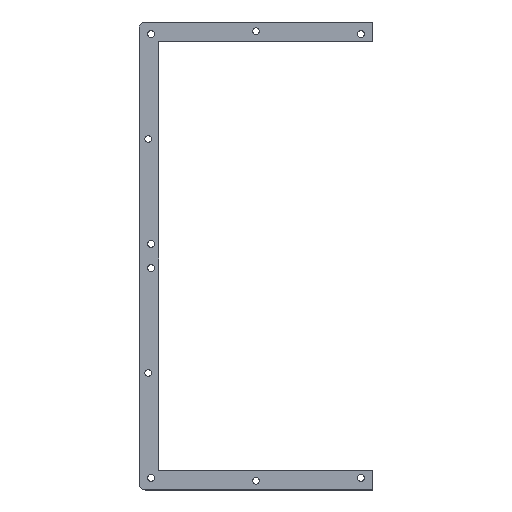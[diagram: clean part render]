
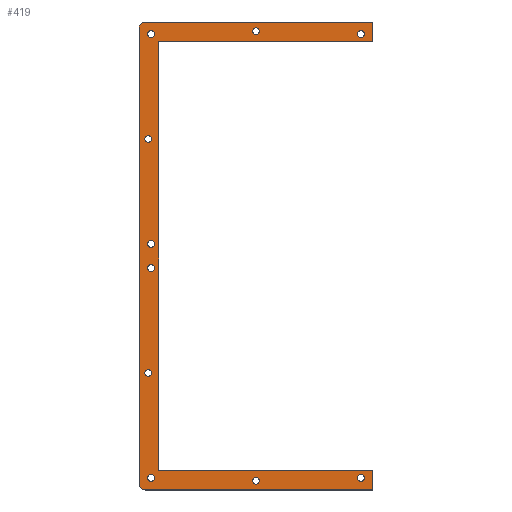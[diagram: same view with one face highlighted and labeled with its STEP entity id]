
A CAD part, top view. The second image highlights one B-rep face of the part: STEP entity #419.
In plain terms, the highlighted planar face has unit normal (0, 0, 1).
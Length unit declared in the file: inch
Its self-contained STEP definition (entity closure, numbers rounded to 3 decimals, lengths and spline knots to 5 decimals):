
#16=PLANE('',#465);
#27=LINE('',#659,#53);
#30=LINE('',#665,#56);
#31=LINE('',#667,#57);
#32=LINE('',#669,#58);
#33=LINE('',#671,#59);
#34=LINE('',#673,#60);
#35=LINE('',#675,#61);
#36=LINE('',#677,#62);
#53=VECTOR('',#549,18.75);
#56=VECTOR('',#554,9.375);
#57=VECTOR('',#555,0.813);
#58=VECTOR('',#556,8.812);
#59=VECTOR('',#557,17.624);
#60=VECTOR('',#558,8.812);
#61=VECTOR('',#559,0.813);
#62=VECTOR('',#560,9.375);
#87=FACE_BOUND('',#152,.T.);
#88=FACE_BOUND('',#153,.T.);
#89=FACE_BOUND('',#154,.T.);
#90=FACE_BOUND('',#155,.T.);
#91=FACE_BOUND('',#156,.T.);
#92=FACE_BOUND('',#157,.T.);
#93=FACE_BOUND('',#158,.T.);
#94=FACE_BOUND('',#159,.T.);
#95=FACE_BOUND('',#160,.T.);
#96=FACE_BOUND('',#161,.T.);
#119=FACE_OUTER_BOUND('',#151,.T.);
#151=EDGE_LOOP('',(#323,#324,#325,#326,#327,#328,#329,#330,#331,#332));
#152=EDGE_LOOP('',(#333));
#153=EDGE_LOOP('',(#334));
#154=EDGE_LOOP('',(#335));
#155=EDGE_LOOP('',(#336));
#156=EDGE_LOOP('',(#337));
#157=EDGE_LOOP('',(#338));
#158=EDGE_LOOP('',(#339));
#159=EDGE_LOOP('',(#340));
#160=EDGE_LOOP('',(#341));
#161=EDGE_LOOP('',(#342));
#182=CIRCLE('',#433,0.14);
#184=CIRCLE('',#436,0.14);
#186=CIRCLE('',#439,0.14);
#188=CIRCLE('',#442,0.14);
#190=CIRCLE('',#445,0.14);
#192=CIRCLE('',#448,0.14);
#194=CIRCLE('',#451,0.14);
#196=CIRCLE('',#454,0.14);
#198=CIRCLE('',#457,0.14);
#200=CIRCLE('',#460,0.14);
#201=CIRCLE('',#462,0.25);
#203=CIRCLE('',#466,0.25);
#206=VERTEX_POINT('',#601);
#208=VERTEX_POINT('',#606);
#210=VERTEX_POINT('',#611);
#212=VERTEX_POINT('',#616);
#214=VERTEX_POINT('',#621);
#216=VERTEX_POINT('',#626);
#218=VERTEX_POINT('',#631);
#220=VERTEX_POINT('',#636);
#222=VERTEX_POINT('',#641);
#224=VERTEX_POINT('',#646);
#225=VERTEX_POINT('',#649);
#226=VERTEX_POINT('',#650);
#229=VERTEX_POINT('',#658);
#231=VERTEX_POINT('',#664);
#232=VERTEX_POINT('',#666);
#233=VERTEX_POINT('',#668);
#234=VERTEX_POINT('',#670);
#235=VERTEX_POINT('',#672);
#236=VERTEX_POINT('',#674);
#237=VERTEX_POINT('',#676);
#246=EDGE_CURVE('',#206,#206,#182,.T.);
#248=EDGE_CURVE('',#208,#208,#184,.T.);
#250=EDGE_CURVE('',#210,#210,#186,.T.);
#252=EDGE_CURVE('',#212,#212,#188,.T.);
#254=EDGE_CURVE('',#214,#214,#190,.T.);
#256=EDGE_CURVE('',#216,#216,#192,.T.);
#258=EDGE_CURVE('',#218,#218,#194,.T.);
#260=EDGE_CURVE('',#220,#220,#196,.T.);
#262=EDGE_CURVE('',#222,#222,#198,.T.);
#264=EDGE_CURVE('',#224,#224,#200,.T.);
#265=EDGE_CURVE('',#225,#226,#201,.T.);
#269=EDGE_CURVE('',#226,#229,#27,.T.);
#272=EDGE_CURVE('',#231,#225,#30,.T.);
#273=EDGE_CURVE('',#232,#231,#31,.T.);
#274=EDGE_CURVE('',#232,#233,#32,.T.);
#275=EDGE_CURVE('',#233,#234,#33,.T.);
#276=EDGE_CURVE('',#234,#235,#34,.T.);
#277=EDGE_CURVE('',#236,#235,#35,.T.);
#278=EDGE_CURVE('',#237,#236,#36,.T.);
#279=EDGE_CURVE('',#229,#237,#203,.T.);
#323=ORIENTED_EDGE('',*,*,#265,.F.);
#324=ORIENTED_EDGE('',*,*,#272,.F.);
#325=ORIENTED_EDGE('',*,*,#273,.F.);
#326=ORIENTED_EDGE('',*,*,#274,.T.);
#327=ORIENTED_EDGE('',*,*,#275,.T.);
#328=ORIENTED_EDGE('',*,*,#276,.T.);
#329=ORIENTED_EDGE('',*,*,#277,.F.);
#330=ORIENTED_EDGE('',*,*,#278,.F.);
#331=ORIENTED_EDGE('',*,*,#279,.F.);
#332=ORIENTED_EDGE('',*,*,#269,.F.);
#333=ORIENTED_EDGE('',*,*,#246,.T.);
#334=ORIENTED_EDGE('',*,*,#248,.T.);
#335=ORIENTED_EDGE('',*,*,#250,.T.);
#336=ORIENTED_EDGE('',*,*,#252,.T.);
#337=ORIENTED_EDGE('',*,*,#254,.T.);
#338=ORIENTED_EDGE('',*,*,#256,.T.);
#339=ORIENTED_EDGE('',*,*,#258,.T.);
#340=ORIENTED_EDGE('',*,*,#260,.T.);
#341=ORIENTED_EDGE('',*,*,#262,.T.);
#342=ORIENTED_EDGE('',*,*,#264,.T.);
#419=ADVANCED_FACE('',(#119,#87,#88,#89,#90,#91,#92,#93,#94,#95,#96),#16,
 .T.);
#433=AXIS2_PLACEMENT_3D('',#602,#483,#484);
#436=AXIS2_PLACEMENT_3D('',#607,#489,#490);
#439=AXIS2_PLACEMENT_3D('',#612,#495,#496);
#442=AXIS2_PLACEMENT_3D('',#617,#501,#502);
#445=AXIS2_PLACEMENT_3D('',#622,#507,#508);
#448=AXIS2_PLACEMENT_3D('',#627,#513,#514);
#451=AXIS2_PLACEMENT_3D('',#632,#519,#520);
#454=AXIS2_PLACEMENT_3D('',#637,#525,#526);
#457=AXIS2_PLACEMENT_3D('',#642,#531,#532);
#460=AXIS2_PLACEMENT_3D('',#647,#537,#538);
#462=AXIS2_PLACEMENT_3D('',#651,#541,#542);
#465=AXIS2_PLACEMENT_3D('',#663,#552,#553);
#466=AXIS2_PLACEMENT_3D('',#678,#561,#562);
#483=DIRECTION('center_axis',(0.,0.,-1.));
#484=DIRECTION('ref_axis',(-1.,0.,0.));
#489=DIRECTION('center_axis',(0.,0.,-1.));
#490=DIRECTION('ref_axis',(-1.,0.,0.));
#495=DIRECTION('center_axis',(0.,0.,-1.));
#496=DIRECTION('ref_axis',(-1.,0.,0.));
#501=DIRECTION('center_axis',(0.,0.,-1.));
#502=DIRECTION('ref_axis',(-1.,0.,0.));
#507=DIRECTION('center_axis',(0.,0.,-1.));
#508=DIRECTION('ref_axis',(-1.,0.,0.));
#513=DIRECTION('center_axis',(0.,0.,-1.));
#514=DIRECTION('ref_axis',(-1.,0.,0.));
#519=DIRECTION('center_axis',(0.,0.,-1.));
#520=DIRECTION('ref_axis',(-1.,0.,0.));
#525=DIRECTION('center_axis',(0.,0.,-1.));
#526=DIRECTION('ref_axis',(-1.,0.,0.));
#531=DIRECTION('center_axis',(0.,0.,-1.));
#532=DIRECTION('ref_axis',(-1.,0.,0.));
#537=DIRECTION('center_axis',(0.,0.,-1.));
#538=DIRECTION('ref_axis',(-1.,0.,0.));
#541=DIRECTION('center_axis',(0.,0.,-1.));
#542=DIRECTION('ref_axis',(-0.707,-0.707,0.));
#549=DIRECTION('',(0.,1.,0.));
#552=DIRECTION('center_axis',(0.,0.,1.));
#553=DIRECTION('ref_axis',(1.,0.,0.));
#554=DIRECTION('',(-1.,0.,0.));
#555=DIRECTION('',(0.,-1.,0.));
#556=DIRECTION('',(-1.,0.,0.));
#557=DIRECTION('',(0.,1.,0.));
#558=DIRECTION('',(1.,0.,0.));
#559=DIRECTION('',(0.,-1.,0.));
#560=DIRECTION('',(1.,0.,0.));
#561=DIRECTION('center_axis',(0.,0.,-1.));
#562=DIRECTION('ref_axis',(-0.707,0.707,0.));
#601=CARTESIAN_POINT('',(-4.1725,0.5,0.125));
#602=CARTESIAN_POINT('Origin',(-4.3125,0.5,0.125));
#606=CARTESIAN_POINT('',(-4.2925,-4.8125,0.125));
#607=CARTESIAN_POINT('Origin',(-4.4325,-4.8125,0.125));
#611=CARTESIAN_POINT('',(0.14,-9.245,0.125));
#612=CARTESIAN_POINT('Origin',(0.,-9.245,0.125));
#616=CARTESIAN_POINT('',(-4.1725,9.125,0.125));
#617=CARTESIAN_POINT('Origin',(-4.3125,9.125,0.125));
#621=CARTESIAN_POINT('',(4.4525,9.125,0.125));
#622=CARTESIAN_POINT('Origin',(4.3125,9.125,0.125));
#626=CARTESIAN_POINT('',(0.14,9.245,0.125));
#627=CARTESIAN_POINT('Origin',(0.,9.245,0.125));
#631=CARTESIAN_POINT('',(4.4525,-9.125,0.125));
#632=CARTESIAN_POINT('Origin',(4.3125,-9.125,0.125));
#636=CARTESIAN_POINT('',(-4.1725,-9.125,0.125));
#637=CARTESIAN_POINT('Origin',(-4.3125,-9.125,0.125));
#641=CARTESIAN_POINT('',(-4.1725,-0.5,0.125));
#642=CARTESIAN_POINT('Origin',(-4.3125,-0.5,0.125));
#646=CARTESIAN_POINT('',(-4.2925,4.8125,0.125));
#647=CARTESIAN_POINT('Origin',(-4.4325,4.8125,0.125));
#649=CARTESIAN_POINT('',(-4.5625,-9.625,0.125));
#650=CARTESIAN_POINT('',(-4.8125,-9.375,0.125));
#651=CARTESIAN_POINT('Origin',(-4.5625,-9.375,0.125));
#658=CARTESIAN_POINT('',(-4.8125,9.375,0.125));
#659=CARTESIAN_POINT('',(-4.8125,9.625,0.125));
#663=CARTESIAN_POINT('Origin',(0.,0.,
0.125));
#664=CARTESIAN_POINT('',(4.8125,-9.625,0.125));
#665=CARTESIAN_POINT('',(-4.8125,-9.625,0.125));
#666=CARTESIAN_POINT('',(4.8125,-8.812,0.125));
#667=CARTESIAN_POINT('',(4.8125,-9.625,0.125));
#668=CARTESIAN_POINT('',(-3.9995,-8.812,0.125));
#669=CARTESIAN_POINT('',(2.40625,-8.812,0.125));
#670=CARTESIAN_POINT('',(-3.9995,8.812,0.125));
#671=CARTESIAN_POINT('',(-3.9995,-4.406,0.125));
#672=CARTESIAN_POINT('',(4.8125,8.812,0.125));
#673=CARTESIAN_POINT('',(-1.99975,8.812,0.125));
#674=CARTESIAN_POINT('',(4.8125,9.625,0.125));
#675=CARTESIAN_POINT('',(4.8125,-9.625,0.125));
#676=CARTESIAN_POINT('',(-4.5625,9.625,0.125));
#677=CARTESIAN_POINT('',(4.8125,9.625,0.125));
#678=CARTESIAN_POINT('Origin',(-4.5625,9.375,0.125));
